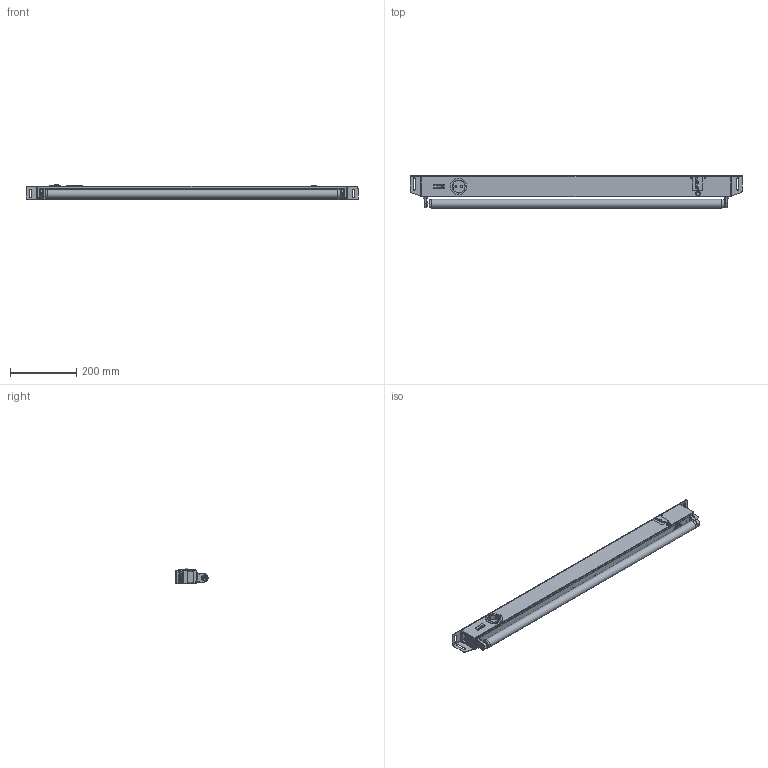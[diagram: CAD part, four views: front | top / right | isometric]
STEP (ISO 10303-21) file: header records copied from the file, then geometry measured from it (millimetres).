
FILE_DESCRIPTION(/* description */ ('LL-14-SK_Unterteil'),/* implementation_level */ '2;1');
FILE_NAME(/* name */ '01-004-00009_LL-30-D-EVG.stp',/* time_stamp */ '2017-08-08T07:37:34+02:00',/* author */ ('mblecker'),/* organization */ (''),/* preprocessor_version */ 'ST-DEVELOPER v15.6',/* originating_system */ 'Autodesk Inventor 2015',/* authorisation */ '');
FILE_SCHEMA (('CONFIG_CONTROL_DESIGN'));
Length unit declared in the file: millimetre
Products named in the file (27): 01-004-00002_LL-30-SK_Unterteil; 01-004-00001_LL-30-ST_Oberteil; 166_gebu-38242571-1; 166_gebu-38242573-1; 166_gebu-38242572-1; 166_gebu-3-824257-11; 166_gebu-3-824257-12; 166_gebu-3-824257-13; 166_GEST-38246621-1; 166_GEST-38246620-1; 166_GEST-38246623-1; 166_GEST-38246622-1; 166_GEST-3824662-11; 166_GEST-3824662-12; 166_GEST-3824662-13; Gest3-ws; Wippschalter_43405713050; Durchsteckfassung_G13; Leuchte30w_25; Steckdose_220V; Abklebung_Bohrungen_Tueroeffner; Sensorabdeckkappe; Kunststoffabdeckung_Stecker_Buchsenoeffnung; Abdeckkappe_22_NA; _gebu-3-8242570-1; Gebu3-ws; 01-004-00009_LL-30-D-EVG
Assembly tree (36 placements, depth 4):
  01-004-00009_LL-30-D-EVG
    01-004-00002_LL-30-SK_Unterteil
    01-004-00001_LL-30-ST_Oberteil
    Gebu3-ws
      166_gebu-38242571-1
      _gebu-3-8242570-1
      166_gebu-3-824257-11
        166_gebu-38242573-1
        166_gebu-38242572-1
      166_gebu-3-824257-12
        166_gebu-38242573-1
        166_gebu-38242572-1
      166_gebu-3-824257-13
        166_gebu-38242573-1
        166_gebu-38242572-1
    Gest3-ws
      166_GEST-38246621-1
      166_GEST-38246620-1
      166_GEST-3824662-11
        166_GEST-38246623-1
        166_GEST-38246622-1
      166_GEST-3824662-12
        166_GEST-38246623-1
        166_GEST-38246622-1
      166_GEST-3824662-13
        166_GEST-38246623-1
        166_GEST-38246622-1
    Wippschalter_43405713050
    Durchsteckfassung_G13  x2
    Leuchte30w_25
    Steckdose_220V
    Abklebung_Bohrungen_Tueroeffner
    Sensorabdeckkappe
    Kunststoffabdeckung_Stecker_Buchsenoeffnung  x2
    Abdeckkappe_22_NA
Bounding box: 1000 x 96.76 x 47.85 mm (x, y, z)
Volume: 722420.8 mm3; surface area: 526770.5 mm2
Topology: 18 solids, 19 shells, 1301 faces, 3577 edges, 2268 vertices
Faces by surface type: plane 833, cylinder 274, cone 116, bspline 66, sphere 12
Full cylindrical faces by diameter (mm): 2.3 x4, 3 x4, 4 x2, 4.3 x2, 5.9 x6, 11.2 x1, 20 x1, 21.8 x1, 22 x1, 25.5 x3, 26 x1, 50 x1
Entity records: 32836 total; most frequent: CARTESIAN_POINT 7438, DIRECTION 5113, ORIENTED_EDGE 5070, EDGE_CURVE 2568, LINE 1829, VECTOR 1829, VERTEX_POINT 1674, AXIS2_PLACEMENT_3D 1642
